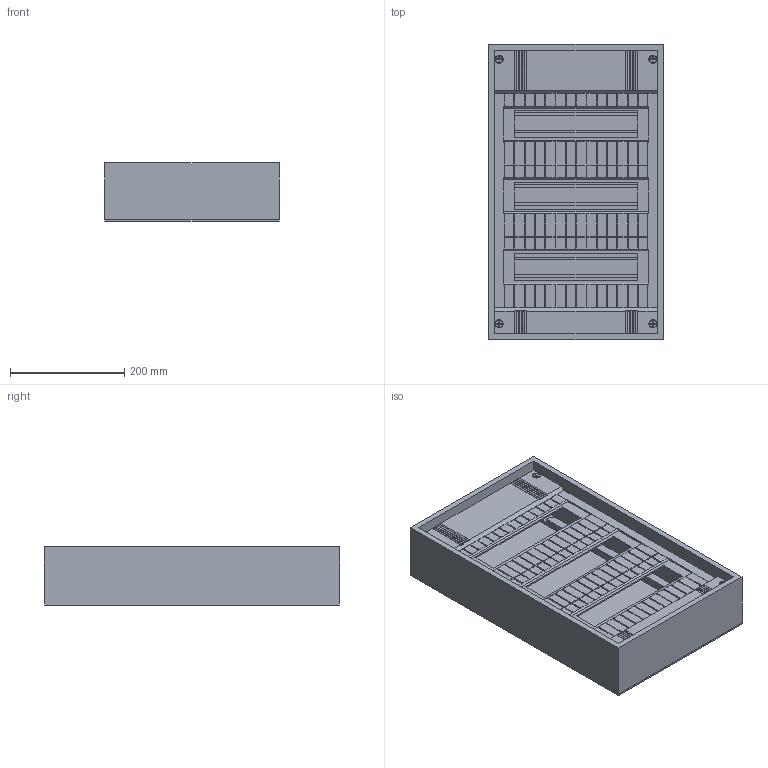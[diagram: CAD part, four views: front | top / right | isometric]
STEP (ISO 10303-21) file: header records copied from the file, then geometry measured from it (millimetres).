
FILE_DESCRIPTION(('STEP AP214'),'1');
FILE_NAME('cctmp_2B17C7D6-696D-4CEE-8262-36F079CEC522_2023_07_22_12_48_19_0574..stp','2023-07-22T10:48:20',('SIEMENS A&D'),('CADClick - www.CADClick.com'),'Spatial InterOp 3D postprocessed',' ','unknown authorization');
FILE_SCHEMA(('AUTOMOTIVE_DESIGN'));
Length unit declared in the file: millimetre
Products named in the file (5): cc_unnamed; 2023_07_22_12_48_19_0541; 2023_07_22_12_48_19_0537; 2023_07_22_12_48_19_0533; 2023_07_22_12_48_19_0529
Assembly tree (4 placements, depth 2):
  cc_unnamed
    2023_07_22_12_48_19_0541
    2023_07_22_12_48_19_0537
    2023_07_22_12_48_19_0533
    2023_07_22_12_48_19_0529
Bounding box: 305 x 516 x 102 mm (x, y, z)
Volume: 2625305 mm3; surface area: 966941.3 mm2
Topology: 4 solids, 4 shells, 703 faces, 1976 edges, 1296 vertices
Faces by surface type: plane 579, cylinder 108, torus 16
Entity records: 38043 total; most frequent: CARTESIAN_POINT 4300, STYLED_ITEM 3979, PRESENTATION_STYLE_ASSIGNMENT 3979, ORIENTED_EDGE 3952, DIRECTION 3608, EDGE_CURVE 1976, CURVE_STYLE 1976, DRAUGHTING_PRE_DEFINED_CURVE_FONT 1976
